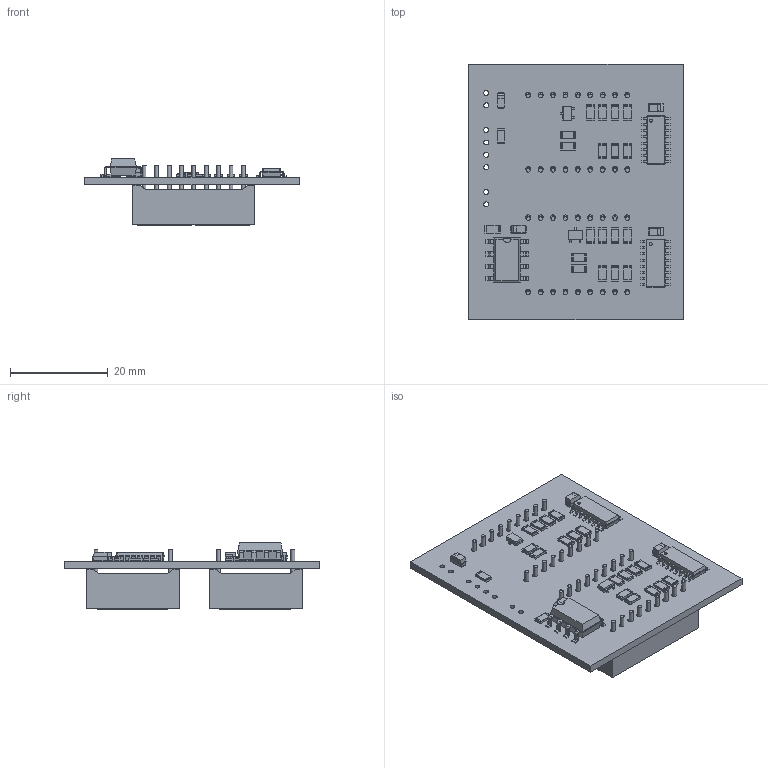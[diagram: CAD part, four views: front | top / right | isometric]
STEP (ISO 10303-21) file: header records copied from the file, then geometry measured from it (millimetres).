
FILE_DESCRIPTION(('KiCad electronic assembly'),'2;1');
FILE_NAME('Hygrometer_SMD_doubleSided.step','2023-05-07T18:29:53',( 'Pcbnew'),('Kicad'),'Open CASCADE STEP processor 7.6', 'KiCad to STEP converter','Unknown');
FILE_SCHEMA(('AUTOMOTIVE_DESIGN { 1 0 10303 214 1 1 1 1 }'));
Length unit declared in the file: millimetre
Products named in the file (14): Hygrometer_SMD_doubleSided 1; R_1206_3216Metric; SOLID; SOIC-16_3.9x9.9mm_P1.27mm; SOT-23W; CP_EIA-3216-18_Kemet-A; SMDIP-8_W7.62mm; DA56-11SYKWA; PCB
Assembly tree (38 placements, depth 3):
  Hygrometer_SMD_doubleSided 1
    R_1206_3216Metric  x20
      SOLID
    SOIC-16_3.9x9.9mm_P1.27mm  x2
      SOLID
    SOT-23W  x2
      SOLID
    CP_EIA-3216-18_Kemet-A  x4
      SOLID
    SMDIP-8_W7.62mm
      SOLID
    DA56-11SYKWA  x2
      SOLID
    PCB
Bounding box: 43.95 x 52.32 x 13.56 mm (x, y, z)
Volume: 10789.9 mm3; surface area: 9772.1 mm2
Topology: 32 solids, 32 shells, 1912 faces, 4916 edges, 3138 vertices
Faces by surface type: plane 1247, cylinder 467, bspline 198
Full cylindrical faces by diameter (mm): 0.6 x2, 0.8 x36, 1 x44, 1.5 x4
Entity records: 58731 total; most frequent: CARTESIAN_POINT 13811, DIRECTION 7198, LINE 4777, VECTOR 4777, ORIENTED_EDGE 3972, PCURVE 3972, DEFINITIONAL_REPRESENTATION 3972, EDGE_CURVE 1986
